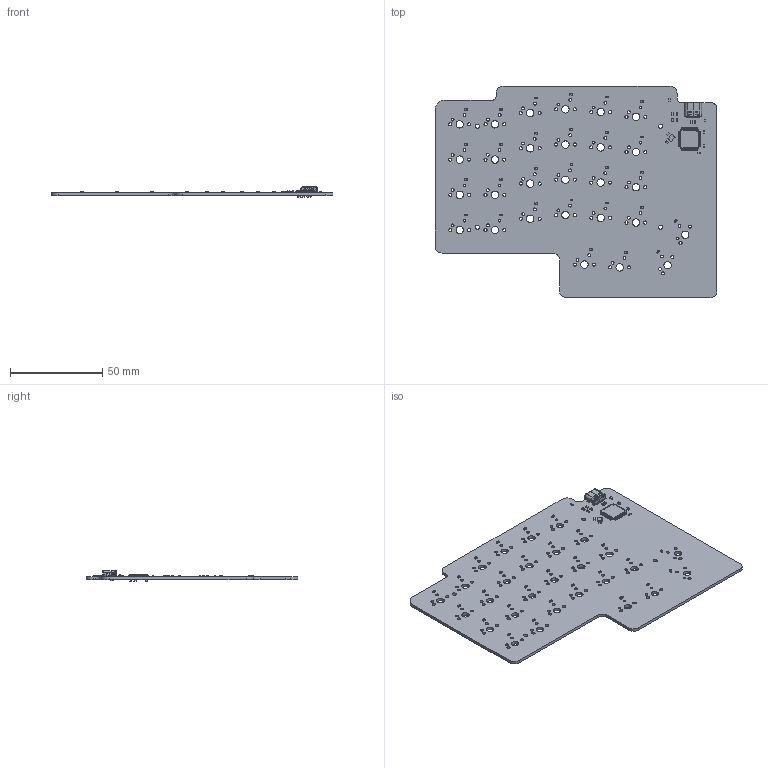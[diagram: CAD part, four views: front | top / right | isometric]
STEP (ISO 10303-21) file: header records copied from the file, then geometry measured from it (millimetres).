
FILE_DESCRIPTION(('KiCad electronic assembly'),'2;1');
FILE_NAME('keeb-v1.step','2024-03-28T18:16:13',('Pcbnew'),('Kicad'), 'Open CASCADE STEP processor 7.7','KiCad to STEP converter','Unknown' );
FILE_SCHEMA(('AUTOMOTIVE_DESIGN { 1 0 10303 214 1 1 1 1 }'));
Length unit declared in the file: millimetre
Products named in the file (16): keeb-v1 1; D_0603_1608Metric; D_0603; R_0603_1608Metric; Crystal_SMD_Abracon_ABM8G-4Pin_3.2x2.5mm; USB_C_Receptacle_GCT_USB4105-xx-A_16P_TopMnt_Horizontal; USB_C_Receptacle_16P_TopMnt_Horizontal_GCT_USB4105-xx-A; LED_0603_1608Metric; C_0603_1608Metric; TQFP-44_10x10mm_P0.8mm; TQFP_44_10x10mm_P08mm; keeb-v1_PCB
Assembly tree (58 placements, depth 3):
  keeb-v1 1
    D_0603_1608Metric  x28
      D_0603
    R_0603_1608Metric  x8
      R_0603_1608Metric
    Crystal_SMD_Abracon_ABM8G-4Pin_3.2x2.5mm
      Crystal_SMD_Abracon_ABM8G-4Pin_3.2x2.5mm
    USB_C_Receptacle_GCT_USB4105-xx-A_16P_TopMnt_Horizontal
      USB_C_Receptacle_16P_TopMnt_Horizontal_GCT_USB4105-xx-A
    LED_0603_1608Metric  x2
      LED_0603_1608Metric
    C_0603_1608Metric  x9
      C_0603_1608Metric
    TQFP-44_10x10mm_P0.8mm
      TQFP_44_10x10mm_P08mm
    keeb-v1_PCB
Bounding box: 152.4 x 114.3 x 5.81 mm (x, y, z)
Volume: 23838.8 mm3; surface area: 32964.7 mm2
Topology: 86 solids, 86 shells, 3217 faces, 8604 edges, 5600 vertices
Faces by surface type: plane 2060, cylinder 1073, bspline 76, cone 8
Full cylindrical faces by diameter (mm): 0.5 x3, 0.65 x2, 1.5 x56, 1.7 x56, 2.2 x4, 4 x28
Entity records: 66823 total; most frequent: CARTESIAN_POINT 12071, ORIENTED_EDGE 9006, DIRECTION 8877, EDGE_CURVE 4503, LINE 3359, VECTOR 3359, VERTEX_POINT 2878, AXIS2_PLACEMENT_3D 2759
